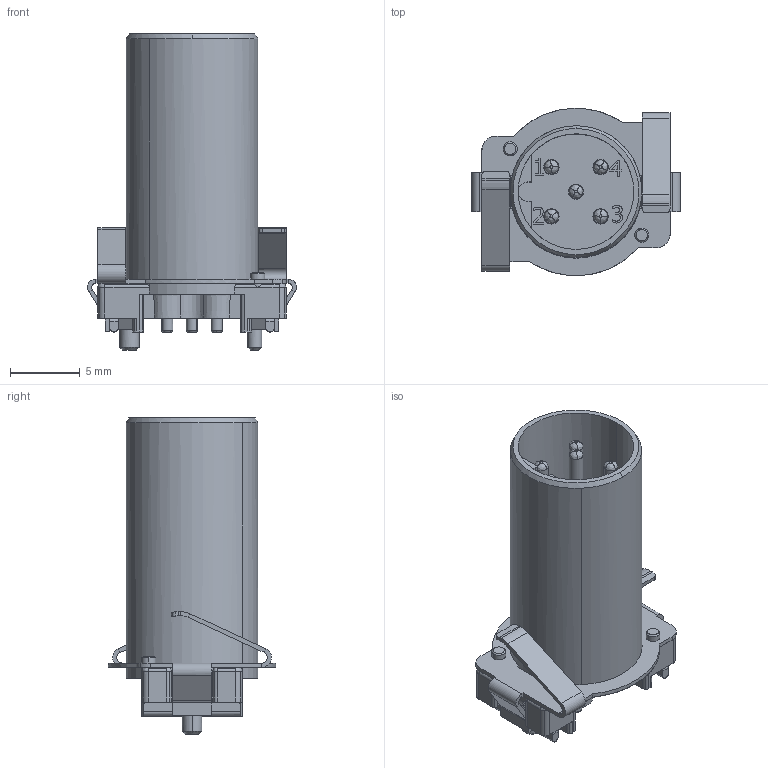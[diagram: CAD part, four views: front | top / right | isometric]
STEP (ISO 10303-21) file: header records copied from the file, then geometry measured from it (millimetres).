
FILE_DESCRIPTION(('CATIA V5 STEP Exchange','CAx-IF Rec.Pracs.--- Model Styling and Organization---1.4--- 2014-01-23'),'2;1');
FILE_NAME ('030299-2_0_2422780000_2422780000.stp','2022-03-25T07:47:05+00:00',('none'),('Weidmueller'),'CATIA Version 5-6 Release 2016 SP3 HF44','CATIA V5 STEP AP214','none');
FILE_SCHEMA(('AUTOMOTIVE_DESIGN { 1 0 10303 214 1 1 1 1 }'));
Length unit declared in the file: millimetre
Products named in the file (1): 2422780000
Bounding box: 14.99 x 12.01 x 22.7 mm (x, y, z)
Volume: 1156.9 mm3; surface area: 2043.8 mm2
Topology: 8 solids, 17 shells, 719 faces, 1904 edges, 1238 vertices
Faces by surface type: plane 327, cylinder 253, bspline 73, cone 42, torus 20, sphere 4
Entity records: 23915 total; most frequent: CARTESIAN_POINT 7971, ORIENTED_EDGE 3800, DIRECTION 2480, EDGE_CURVE 1830, VERTEX_POINT 1188, AXIS2_PLACEMENT_3D 976, VECTOR 947, LINE 947
